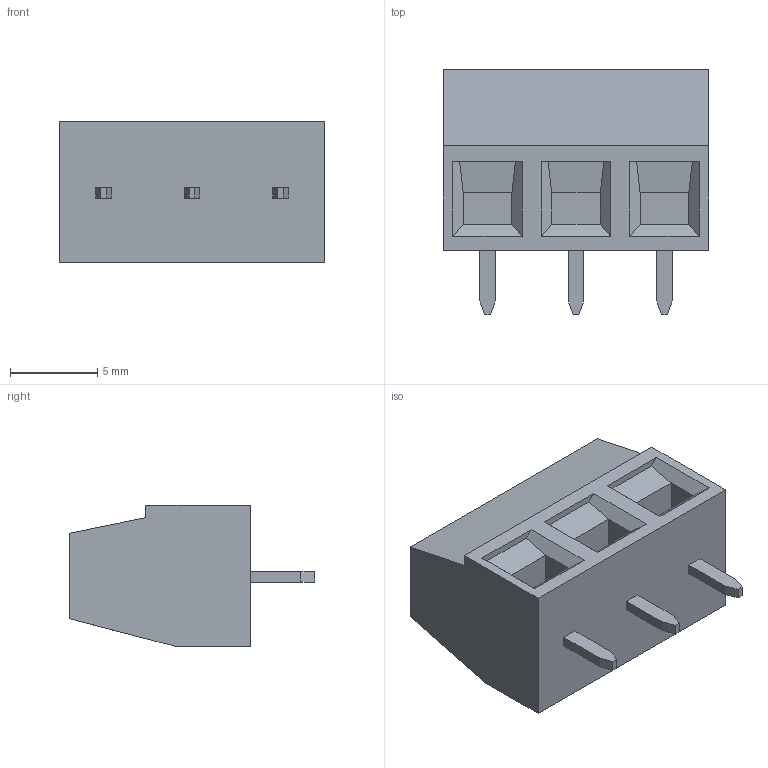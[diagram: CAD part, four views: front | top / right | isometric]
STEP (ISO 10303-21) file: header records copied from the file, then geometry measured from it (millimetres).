
FILE_DESCRIPTION (( 'STEP AP214' ), '1' );
FILE_NAME ('DG127-THR-5.08-03P-13-80AH.STEP', '2021-01-03T00:46:06', ( '' ), ( '' ), 'SwSTEP 2.0', 'SolidWorks 2020', '' );
FILE_SCHEMA (( 'AUTOMOTIVE_DESIGN' ));
Length unit declared in the file: millimetre
Products named in the file (1): DG127-THR-5.08-03P-13-80AH
Bounding box: 15.24 x 14.1 x 8.1 mm (x, y, z)
Volume: 992.3 mm3; surface area: 993.1 mm2
Topology: 1 solids, 1 shells, 456 faces, 1212 edges, 803 vertices
Faces by surface type: plane 271, bspline 164, cylinder 12, torus 9
Entity records: 26528 total; most frequent: CARTESIAN_POINT 11934, ORIENTED_EDGE 2424, DIRECTION 1488, EDGE_CURVE 1212, VECTOR 806, LINE 806, VERTEX_POINT 803, EDGE_LOOP 501
